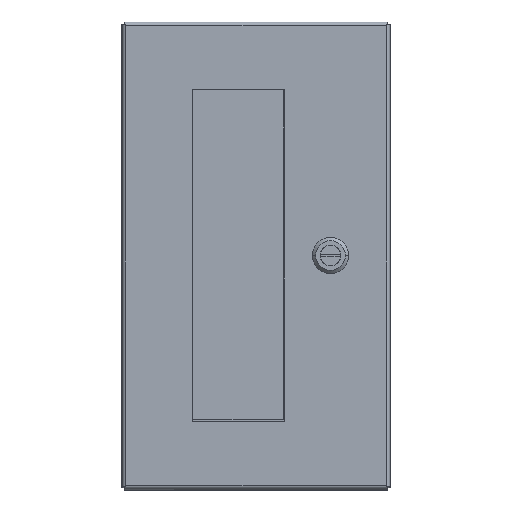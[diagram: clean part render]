
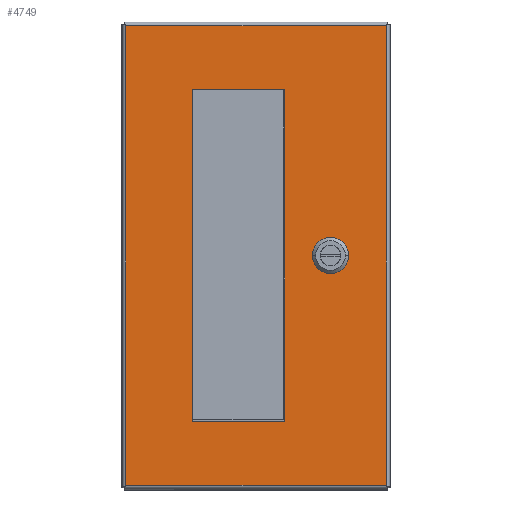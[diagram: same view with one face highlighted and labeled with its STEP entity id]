
A CAD part, front view. The second image highlights one B-rep face of the part: STEP entity #4749.
In plain terms, the highlighted planar face has unit normal (0, -1, 0).
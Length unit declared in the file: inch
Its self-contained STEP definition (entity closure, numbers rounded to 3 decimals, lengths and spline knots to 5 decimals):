
#126 = VERTEX_POINT ( 'NONE', #27385 ) ;
#356 = CARTESIAN_POINT ( 'NONE',  ( 2.6545, -1.796, -7.3105 ) ) ;
#398 = CARTESIAN_POINT ( 'NONE',  ( 0.871, -1.796, -2.059 ) ) ;
#449 = VERTEX_POINT ( 'NONE', #6149 ) ;
#633 = LINE ( 'NONE', #356, #15998 ) ;
#1091 = DIRECTION ( 'NONE',  ( -1., 0., 0. ) ) ;
#1134 = DIRECTION ( 'NONE',  ( -1., 0., 0. ) ) ;
#1374 = CARTESIAN_POINT ( 'NONE',  ( 2.028, -1.796, -6.684 ) ) ;
#1386 = DIRECTION ( 'NONE',  ( 1., 0., 0. ) ) ;
#1801 = VERTEX_POINT ( 'NONE', #22185 ) ;
#2033 = ORIENTED_EDGE ( 'NONE', *, *, #6591, .T. ) ;
#2325 = VERTEX_POINT ( 'NONE', #15707 ) ;
#2335 = DIRECTION ( 'NONE',  ( 0., 0., 1. ) ) ;
#2408 = CARTESIAN_POINT ( 'NONE',  ( 3.947, -1.796, -0.108 ) ) ;
#3086 = EDGE_LOOP ( 'NONE', ( #18908, #9230, #26437, #23840, #2033, #5469, #7320, #24409 ) ) ;
#3522 = LINE ( 'NONE', #4076, #22815 ) ;
#4076 = CARTESIAN_POINT ( 'NONE',  ( 2.49, -1.796, -6.684 ) ) ;
#4195 = VECTOR ( 'NONE', #6577, 39.37008 ) ;
#4622 = DIRECTION ( 'NONE',  ( 0., 0., -1. ) ) ;
#4749 = ADVANCED_FACE ( 'NONE', ( #23182, #12029, #9756 ), #25194, .T. ) ;
#4844 = LINE ( 'NONE', #18274, #16216 ) ;
#5122 = LINE ( 'NONE', #13843, #7570 ) ;
#5364 = LINE ( 'NONE', #27656, #9682 ) ;
#5469 = ORIENTED_EDGE ( 'NONE', *, *, #23127, .T. ) ;
#5569 = VECTOR ( 'NONE', #18960, 39.37008 ) ;
#5947 = LINE ( 'NONE', #14661, #7424 ) ;
#6078 = LINE ( 'NONE', #1374, #27689 ) ;
#6149 = CARTESIAN_POINT ( 'NONE',  ( 2.6545, -1.796, -6.8485 ) ) ;
#6570 = CARTESIAN_POINT ( 'NONE',  ( 2.49, -1.796, -6.684 ) ) ;
#6577 = DIRECTION ( 'NONE',  ( -1., 0., 0. ) ) ;
#6591 = EDGE_CURVE ( 'NONE', #449, #26939, #633, .T. ) ;
#7263 = ORIENTED_EDGE ( 'NONE', *, *, #20044, .T. ) ;
#7320 = ORIENTED_EDGE ( 'NONE', *, *, #22031, .T. ) ;
#7424 = VECTOR ( 'NONE', #8508, 39.37008 ) ;
#7426 = VECTOR ( 'NONE', #11923, 39.37008 ) ;
#7570 = VECTOR ( 'NONE', #1134, 39.37008 ) ;
#7988 = VECTOR ( 'NONE', #8110, 39.37008 ) ;
#8024 = EDGE_CURVE ( 'NONE', #12990, #9933, #3522, .T. ) ;
#8110 = DIRECTION ( 'NONE',  ( 1., 0., 0. ) ) ;
#8212 = CARTESIAN_POINT ( 'NONE',  ( 1.8635, -1.796, -6.8485 ) ) ;
#8508 = DIRECTION ( 'NONE',  ( 1., 0., 0. ) ) ;
#8827 = VERTEX_POINT ( 'NONE', #9624 ) ;
#8934 = ORIENTED_EDGE ( 'NONE', *, *, #23648, .T. ) ;
#9230 = ORIENTED_EDGE ( 'NONE', *, *, #27593, .T. ) ;
#9624 = CARTESIAN_POINT ( 'NONE',  ( -1.9195, -1.796, -2.059 ) ) ;
#9682 = VECTOR ( 'NONE', #1091, 39.37008 ) ;
#9756 = FACE_BOUND ( 'NONE', #25316, .T. ) ;
#9897 = DIRECTION ( 'NONE',  ( 0., 0., -1. ) ) ;
#9933 = VERTEX_POINT ( 'NONE', #16477 ) ;
#10272 = CARTESIAN_POINT ( 'NONE',  ( 3.947, -1.796, -14.051 ) ) ;
#10282 = VECTOR ( 'NONE', #17818, 39.37008 ) ;
#10716 = LINE ( 'NONE', #6570, #18009 ) ;
#10809 = ORIENTED_EDGE ( 'NONE', *, *, #18061, .T. ) ;
#10946 = VERTEX_POINT ( 'NONE', #16727 ) ;
#11314 = CARTESIAN_POINT ( 'NONE',  ( 3.947, -1.796, -14.051 ) ) ;
#11320 = VERTEX_POINT ( 'NONE', #14536 ) ;
#11452 = CARTESIAN_POINT ( 'NONE',  ( -3.946, -1.796, -14.051 ) ) ;
#11524 = VERTEX_POINT ( 'NONE', #17487 ) ;
#11923 = DIRECTION ( 'NONE',  ( -0.707, 0., -0.707 ) ) ;
#12029 = FACE_BOUND ( 'NONE', #3086, .T. ) ;
#12127 = ORIENTED_EDGE ( 'NONE', *, *, #27912, .T. ) ;
#12259 = LINE ( 'NONE', #23558, #7988 ) ;
#12990 = VERTEX_POINT ( 'NONE', #23195 ) ;
#13064 = VECTOR ( 'NONE', #18177, 39.37008 ) ;
#13466 = LINE ( 'NONE', #11314, #23976 ) ;
#13843 = CARTESIAN_POINT ( 'NONE',  ( -3.946, -1.796, -12.1 ) ) ;
#14055 = ORIENTED_EDGE ( 'NONE', *, *, #19856, .T. ) ;
#14536 = CARTESIAN_POINT ( 'NONE',  ( 2.028, -1.796, -7.475 ) ) ;
#14559 = EDGE_CURVE ( 'NONE', #11320, #126, #4844, .T. ) ;
#14661 = CARTESIAN_POINT ( 'NONE',  ( -3.946, -1.796, -2.059 ) ) ;
#15580 = EDGE_CURVE ( 'NONE', #9933, #449, #10716, .T. ) ;
#15707 = CARTESIAN_POINT ( 'NONE',  ( -3.946, -1.796, -14.051 ) ) ;
#15998 = VECTOR ( 'NONE', #4622, 39.37008 ) ;
#16001 = VERTEX_POINT ( 'NONE', #10272 ) ;
#16064 = EDGE_CURVE ( 'NONE', #18244, #11524, #19834, .T. ) ;
#16216 = VECTOR ( 'NONE', #17995, 39.37008 ) ;
#16477 = CARTESIAN_POINT ( 'NONE',  ( 2.49, -1.796, -6.684 ) ) ;
#16491 = CARTESIAN_POINT ( 'NONE',  ( 2.6545, -1.796, -7.3105 ) ) ;
#16727 = CARTESIAN_POINT ( 'NONE',  ( -1.9195, -1.796, -12.1 ) ) ;
#16742 = ORIENTED_EDGE ( 'NONE', *, *, #26284, .T. ) ;
#17207 = ORIENTED_EDGE ( 'NONE', *, *, #16064, .T. ) ;
#17487 = CARTESIAN_POINT ( 'NONE',  ( 0.871, -1.796, -12.1 ) ) ;
#17818 = DIRECTION ( 'NONE',  ( 0., 0., -1. ) ) ;
#17846 = EDGE_CURVE ( 'NONE', #16001, #20125, #13466, .T. ) ;
#17995 = DIRECTION ( 'NONE',  ( -0.707, 0., 0.707 ) ) ;
#18009 = VECTOR ( 'NONE', #19451, 39.37008 ) ;
#18061 = EDGE_CURVE ( 'NONE', #2325, #16001, #12259, .T. ) ;
#18116 = CARTESIAN_POINT ( 'NONE',  ( -1.9195, -1.796, -14.051 ) ) ;
#18135 = CARTESIAN_POINT ( 'NONE',  ( 1.8635, -1.796, -6.8485 ) ) ;
#18177 = DIRECTION ( 'NONE',  ( 0., 0., -1. ) ) ;
#18244 = VERTEX_POINT ( 'NONE', #398 ) ;
#18274 = CARTESIAN_POINT ( 'NONE',  ( 1.8635, -1.796, -7.3105 ) ) ;
#18646 = LINE ( 'NONE', #16491, #7426 ) ;
#18908 = ORIENTED_EDGE ( 'NONE', *, *, #25214, .T. ) ;
#18960 = DIRECTION ( 'NONE',  ( 0., 0., 1. ) ) ;
#19236 = VERTEX_POINT ( 'NONE', #24164 ) ;
#19374 = DIRECTION ( 'NONE',  ( 0.707, 0., 0.707 ) ) ;
#19451 = DIRECTION ( 'NONE',  ( 0.707, 0., -0.707 ) ) ;
#19834 = LINE ( 'NONE', #24413, #10282 ) ;
#19856 = EDGE_CURVE ( 'NONE', #1801, #2325, #26636, .T. ) ;
#19973 = LINE ( 'NONE', #18116, #24059 ) ;
#20044 = EDGE_CURVE ( 'NONE', #10946, #8827, #19973, .T. ) ;
#20125 = VERTEX_POINT ( 'NONE', #2408 ) ;
#21035 = CARTESIAN_POINT ( 'NONE',  ( 2.6545, -1.796, -7.3105 ) ) ;
#21042 = CARTESIAN_POINT ( 'NONE',  ( -3.946, -1.796, -14.051 ) ) ;
#21377 = LINE ( 'NONE', #8212, #5569 ) ;
#21805 = ORIENTED_EDGE ( 'NONE', *, *, #17846, .T. ) ;
#22031 = EDGE_CURVE ( 'NONE', #19236, #11320, #26182, .T. ) ;
#22185 = CARTESIAN_POINT ( 'NONE',  ( -3.946, -1.796, -0.108 ) ) ;
#22408 = DIRECTION ( 'NONE',  ( 0., 0., 1. ) ) ;
#22815 = VECTOR ( 'NONE', #1386, 39.37008 ) ;
#23022 = AXIS2_PLACEMENT_3D ( 'NONE', #21042, #27340, #9897 ) ;
#23127 = EDGE_CURVE ( 'NONE', #26939, #19236, #18646, .T. ) ;
#23182 = FACE_OUTER_BOUND ( 'NONE', #27244, .T. ) ;
#23195 = CARTESIAN_POINT ( 'NONE',  ( 2.028, -1.796, -6.684 ) ) ;
#23558 = CARTESIAN_POINT ( 'NONE',  ( -3.946, -1.796, -14.051 ) ) ;
#23648 = EDGE_CURVE ( 'NONE', #20125, #1801, #5364, .T. ) ;
#23840 = ORIENTED_EDGE ( 'NONE', *, *, #15580, .T. ) ;
#23976 = VECTOR ( 'NONE', #2335, 39.37008 ) ;
#24059 = VECTOR ( 'NONE', #22408, 39.37008 ) ;
#24164 = CARTESIAN_POINT ( 'NONE',  ( 2.49, -1.796, -7.475 ) ) ;
#24409 = ORIENTED_EDGE ( 'NONE', *, *, #14559, .T. ) ;
#24413 = CARTESIAN_POINT ( 'NONE',  ( 0.871, -1.796, -14.051 ) ) ;
#24680 = VERTEX_POINT ( 'NONE', #18135 ) ;
#25194 = PLANE ( 'NONE',  #23022 ) ;
#25214 = EDGE_CURVE ( 'NONE', #126, #24680, #21377, .T. ) ;
#25316 = EDGE_LOOP ( 'NONE', ( #16742, #17207, #12127, #7263 ) ) ;
#26182 = LINE ( 'NONE', #26329, #4195 ) ;
#26284 = EDGE_CURVE ( 'NONE', #8827, #18244, #5947, .T. ) ;
#26329 = CARTESIAN_POINT ( 'NONE',  ( 2.028, -1.796, -7.475 ) ) ;
#26437 = ORIENTED_EDGE ( 'NONE', *, *, #8024, .T. ) ;
#26636 = LINE ( 'NONE', #11452, #13064 ) ;
#26939 = VERTEX_POINT ( 'NONE', #21035 ) ;
#27244 = EDGE_LOOP ( 'NONE', ( #21805, #8934, #14055, #10809 ) ) ;
#27340 = DIRECTION ( 'NONE',  ( 0., -1., 0. ) ) ;
#27385 = CARTESIAN_POINT ( 'NONE',  ( 1.8635, -1.796, -7.3105 ) ) ;
#27593 = EDGE_CURVE ( 'NONE', #24680, #12990, #6078, .T. ) ;
#27656 = CARTESIAN_POINT ( 'NONE',  ( -3.946, -1.796, -0.108 ) ) ;
#27689 = VECTOR ( 'NONE', #19374, 39.37008 ) ;
#27912 = EDGE_CURVE ( 'NONE', #11524, #10946, #5122, .T. ) ;
